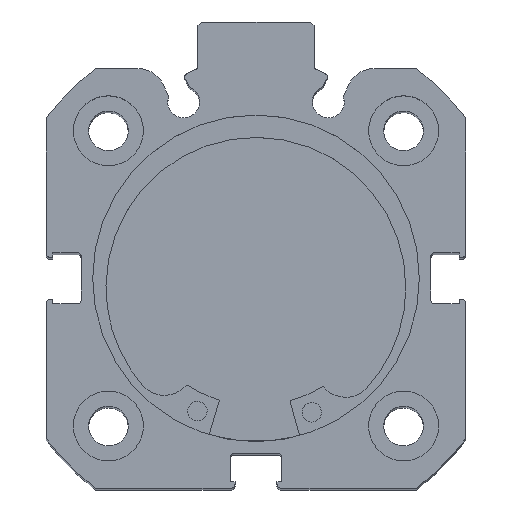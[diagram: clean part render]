
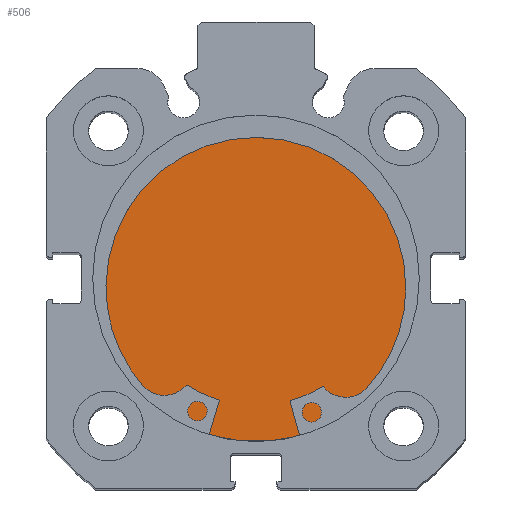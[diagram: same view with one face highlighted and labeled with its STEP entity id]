
A CAD part, top view. The second image highlights one B-rep face of the part: STEP entity #506.
In plain terms, the highlighted face is planar.
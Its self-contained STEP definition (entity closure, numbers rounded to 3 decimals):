
#160 = DIRECTION ( 'NONE',  ( 0., 0., 1. ) ) ;
#185 = DIRECTION ( 'NONE',  ( -1., 0., 0. ) ) ;
#186 = DIRECTION ( 'NONE',  ( 0., 0., 1. ) ) ;
#188 = CARTESIAN_POINT ( 'NONE',  ( 8.5, 0., 0. ) ) ;
#189 = DIRECTION ( 'NONE',  ( -1., 0., 0. ) ) ;
#256 = CARTESIAN_POINT ( 'NONE',  ( 8.5, 0., 0. ) ) ;
#506 = ADVANCED_FACE ( 'NONE', ( #4269 ), #1312, .F. ) ;
#1178 = CARTESIAN_POINT ( 'NONE',  ( 8.5, 0., -21. ) ) ;
#1298 = DIRECTION ( 'NONE',  ( 0., 0., 1. ) ) ;
#1299 = CARTESIAN_POINT ( 'NONE',  ( 8.5, 0., 21. ) ) ;
#1300 = DIRECTION ( 'NONE',  ( -1., 0., 0. ) ) ;
#1312 = PLANE ( 'NONE',  #6721 ) ;
#1325 = CARTESIAN_POINT ( 'NONE',  ( 8.5, 21., 0. ) ) ;
#2121 = CIRCLE ( 'NONE', #2925, 21. ) ;
#2128 = CIRCLE ( 'NONE', #2924, 21. ) ;
#2924 = AXIS2_PLACEMENT_3D ( 'NONE', #256, #185, #186 ) ;
#2925 = AXIS2_PLACEMENT_3D ( 'NONE', #188, #189, #160 ) ;
#4142 = VERTEX_POINT ( 'NONE', #1299 ) ;
#4199 = VERTEX_POINT ( 'NONE', #1178 ) ;
#4269 = FACE_OUTER_BOUND ( 'NONE', #5614, .T. ) ;
#5536 = ORIENTED_EDGE ( 'NONE', *, *, #6154, .F. ) ;
#5537 = ORIENTED_EDGE ( 'NONE', *, *, #6157, .F. ) ;
#5614 = EDGE_LOOP ( 'NONE', ( #5537, #5536 ) ) ;
#6154 = EDGE_CURVE ( 'NONE', #4199, #4142, #2121, .T. ) ;
#6157 = EDGE_CURVE ( 'NONE', #4142, #4199, #2128, .T. ) ;
#6721 = AXIS2_PLACEMENT_3D ( 'NONE', #1325, #1300, #1298 ) ;
